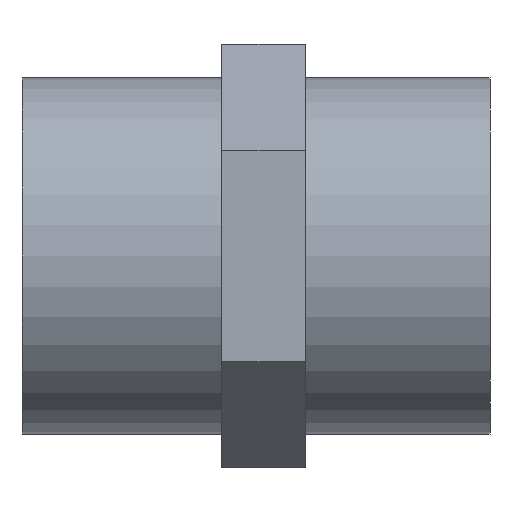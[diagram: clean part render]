
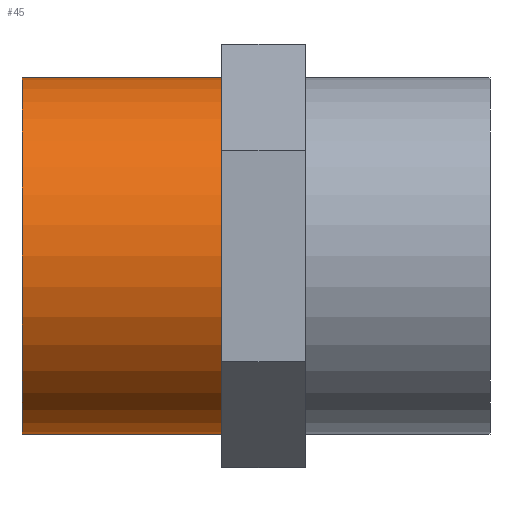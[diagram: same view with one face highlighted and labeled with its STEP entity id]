
A CAD part, front view. The second image highlights one B-rep face of the part: STEP entity #45.
In plain terms, the highlighted cylindrical face has radius 10.795 mm (diameter 21.59 mm), a partial arc.
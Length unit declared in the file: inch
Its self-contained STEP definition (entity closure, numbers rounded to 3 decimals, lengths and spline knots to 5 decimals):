
#15 = CARTESIAN_POINT ( 'NONE',  ( -0.576, 0., -0.425 ) ) ;
#45 = ADVANCED_FACE ( 'NONE', ( #419 ), #502, .T. ) ;
#53 = VECTOR ( 'NONE', #399, 39.37008 ) ;
#66 = DIRECTION ( 'NONE',  ( 1., 0., 0. ) ) ;
#69 = CARTESIAN_POINT ( 'NONE',  ( -0.576, 0., 0. ) ) ;
#71 = EDGE_CURVE ( 'NONE', #73, #445, #77, .T. ) ;
#73 = VERTEX_POINT ( 'NONE', #123 ) ;
#77 = LINE ( 'NONE', #447, #53 ) ;
#81 = EDGE_CURVE ( 'NONE', #413, #320, #379, .T. ) ;
#123 = CARTESIAN_POINT ( 'NONE',  ( -0.576, 0., 0.425 ) ) ;
#126 = AXIS2_PLACEMENT_3D ( 'NONE', #428, #351, #477 ) ;
#133 = DIRECTION ( 'NONE',  ( 0., 0., -1. ) ) ;
#168 = ORIENTED_EDGE ( 'NONE', *, *, #279, .F. ) ;
#181 = ORIENTED_EDGE ( 'NONE', *, *, #71, .F. ) ;
#203 = ORIENTED_EDGE ( 'NONE', *, *, #309, .T. ) ;
#263 = AXIS2_PLACEMENT_3D ( 'NONE', #383, #295, #133 ) ;
#265 = VECTOR ( 'NONE', #370, 39.37008 ) ;
#272 = CARTESIAN_POINT ( 'NONE',  ( -0.576, 0., -0.425 ) ) ;
#279 = EDGE_CURVE ( 'NONE', #413, #73, #521, .T. ) ;
#290 = CARTESIAN_POINT ( 'NONE',  ( -0.1, 0., 0.425 ) ) ;
#295 = DIRECTION ( 'NONE',  ( -1., 0., 0. ) ) ;
#301 = AXIS2_PLACEMENT_3D ( 'NONE', #69, #66, #533 ) ;
#309 = EDGE_CURVE ( 'NONE', #320, #445, #509, .T. ) ;
#320 = VERTEX_POINT ( 'NONE', #335 ) ;
#335 = CARTESIAN_POINT ( 'NONE',  ( -0.1, 0., -0.425 ) ) ;
#351 = DIRECTION ( 'NONE',  ( -1., 0., 0. ) ) ;
#370 = DIRECTION ( 'NONE',  ( 1., 0., 0. ) ) ;
#379 = LINE ( 'NONE', #15, #265 ) ;
#383 = CARTESIAN_POINT ( 'NONE',  ( -0.1, 0., 0. ) ) ;
#399 = DIRECTION ( 'NONE',  ( 1., 0., 0. ) ) ;
#413 = VERTEX_POINT ( 'NONE', #272 ) ;
#419 = FACE_OUTER_BOUND ( 'NONE', #517, .T. ) ;
#428 = CARTESIAN_POINT ( 'NONE',  ( -0.576, 0., 0. ) ) ;
#445 = VERTEX_POINT ( 'NONE', #290 ) ;
#447 = CARTESIAN_POINT ( 'NONE',  ( -0.576, 0., 0.425 ) ) ;
#477 = DIRECTION ( 'NONE',  ( 0., 0., 1. ) ) ;
#502 = CYLINDRICAL_SURFACE ( 'NONE', #301, 0.425 ) ;
#503 = ORIENTED_EDGE ( 'NONE', *, *, #81, .T. ) ;
#509 = CIRCLE ( 'NONE', #263, 0.425 ) ;
#517 = EDGE_LOOP ( 'NONE', ( #181, #168, #503, #203 ) ) ;
#521 = CIRCLE ( 'NONE', #126, 0.425 ) ;
#533 = DIRECTION ( 'NONE',  ( 0., 0., -1. ) ) ;
